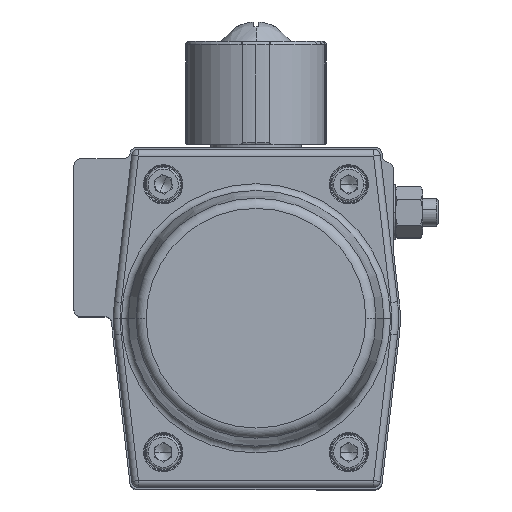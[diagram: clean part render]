
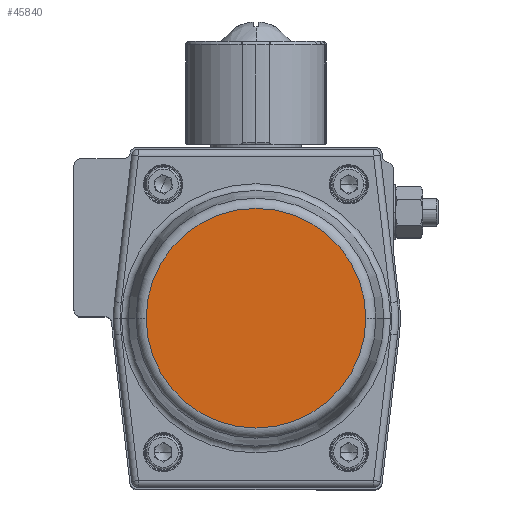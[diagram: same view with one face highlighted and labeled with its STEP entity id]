
A CAD part, top view. The second image highlights one B-rep face of the part: STEP entity #45840.
In plain terms, the highlighted planar face has unit normal (0, 0, 1).
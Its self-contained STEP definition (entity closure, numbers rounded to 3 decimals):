
#3282 = EDGE_CURVE ( 'NONE', #69044, #3685, #77125, .T. ) ;
#3685 = VERTEX_POINT ( 'NONE', #27384 ) ;
#10064 = ORIENTED_EDGE ( 'NONE', *, *, #32141, .T. ) ;
#10821 = DIRECTION ( 'NONE',  ( -1., 0., 0. ) ) ;
#15181 = CARTESIAN_POINT ( 'NONE',  ( -31.971, 0., 91. ) ) ;
#16968 = DIRECTION ( 'NONE',  ( 1., 0., 0. ) ) ;
#23883 = DIRECTION ( 'NONE',  ( 0., 0., -1. ) ) ;
#27384 = CARTESIAN_POINT ( 'NONE',  ( 31.971, 0., 91. ) ) ;
#30276 = PLANE ( 'NONE',  #78423 ) ;
#32141 = EDGE_CURVE ( 'NONE', #3685, #69044, #34107, .T. ) ;
#34107 = CIRCLE ( 'NONE', #52016, 31.971 ) ;
#36971 = CARTESIAN_POINT ( 'NONE',  ( 0., 0., 91. ) ) ;
#42507 = DIRECTION ( 'NONE',  ( 1., 0., 0. ) ) ;
#45840 = ADVANCED_FACE ( 'NONE', ( #53164 ), #30276, .F. ) ;
#46865 = EDGE_LOOP ( 'NONE', ( #10064, #79566 ) ) ;
#52016 = AXIS2_PLACEMENT_3D ( 'NONE', #67946, #80177, #16968 ) ;
#53164 = FACE_OUTER_BOUND ( 'NONE', #46865, .T. ) ;
#54227 = CARTESIAN_POINT ( 'NONE',  ( 0., 0., 91. ) ) ;
#67946 = CARTESIAN_POINT ( 'NONE',  ( 0., 0., 91. ) ) ;
#69044 = VERTEX_POINT ( 'NONE', #15181 ) ;
#74997 = AXIS2_PLACEMENT_3D ( 'NONE', #54227, #80647, #42507 ) ;
#77125 = CIRCLE ( 'NONE', #74997, 31.971 ) ;
#78423 = AXIS2_PLACEMENT_3D ( 'NONE', #36971, #23883, #10821 ) ;
#79566 = ORIENTED_EDGE ( 'NONE', *, *, #3282, .T. ) ;
#80177 = DIRECTION ( 'NONE',  ( 0., 0., 1. ) ) ;
#80647 = DIRECTION ( 'NONE',  ( 0., 0., 1. ) ) ;
